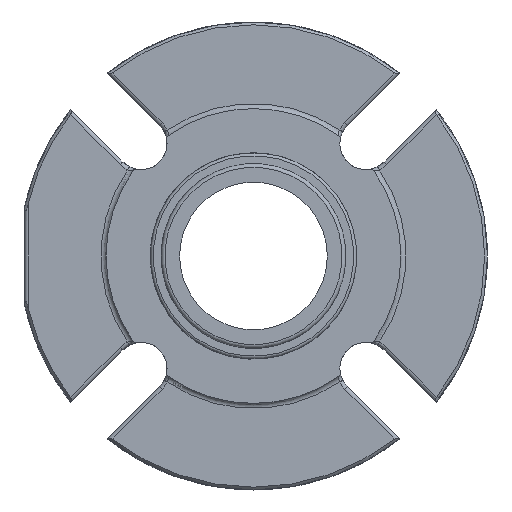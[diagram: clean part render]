
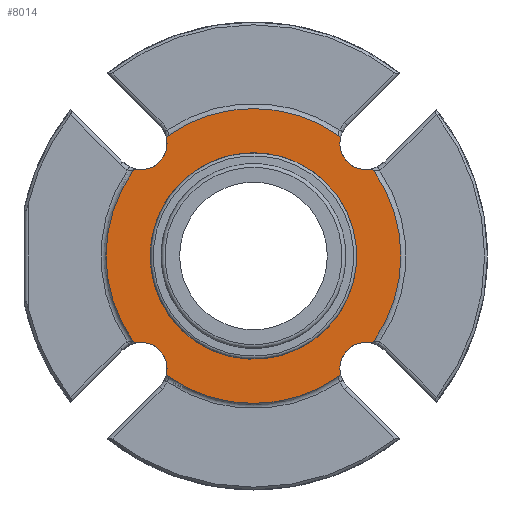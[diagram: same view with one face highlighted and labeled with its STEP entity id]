
A CAD part, left-side view. The second image highlights one B-rep face of the part: STEP entity #8014.
In plain terms, the highlighted planar face has unit normal (-1, 0, 0).
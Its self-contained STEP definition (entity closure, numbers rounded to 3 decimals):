
#325=B_SPLINE_CURVE_WITH_KNOTS('',3,(#16019,#16020,#16021,#16022),
 .UNSPECIFIED.,.F.,.F.,(4,4),(0.,0.001),.UNSPECIFIED.);
#328=B_SPLINE_CURVE_WITH_KNOTS('',3,(#16050,#16051,#16052,#16053),
 .UNSPECIFIED.,.F.,.F.,(4,4),(0.,0.001),.UNSPECIFIED.);
#331=B_SPLINE_CURVE_WITH_KNOTS('',3,(#16083,#16084,#16085,#16086),
 .UNSPECIFIED.,.F.,.F.,(4,4),(0.,0.001),.UNSPECIFIED.);
#334=B_SPLINE_CURVE_WITH_KNOTS('',3,(#16114,#16115,#16116,#16117),
 .UNSPECIFIED.,.F.,.F.,(4,4),(0.,0.001),.UNSPECIFIED.);
#337=B_SPLINE_CURVE_WITH_KNOTS('',3,(#16147,#16148,#16149,#16150),
 .UNSPECIFIED.,.F.,.F.,(4,4),(0.,0.001),.UNSPECIFIED.);
#340=B_SPLINE_CURVE_WITH_KNOTS('',3,(#16178,#16179,#16180,#16181),
 .UNSPECIFIED.,.F.,.F.,(4,4),(0.,0.001),
 .UNSPECIFIED.);
#343=B_SPLINE_CURVE_WITH_KNOTS('',3,(#16211,#16212,#16213,#16214),
 .UNSPECIFIED.,.F.,.F.,(4,4),(0.,0.001),.UNSPECIFIED.);
#346=B_SPLINE_CURVE_WITH_KNOTS('',3,(#16242,#16243,#16244,#16245),
 .UNSPECIFIED.,.F.,.F.,(4,4),(0.,0.001),
 .UNSPECIFIED.);
#1662=PLANE('',#8677);
#3330=ORIENTED_EDGE('',*,*,#4090,.F.);
#3331=ORIENTED_EDGE('',*,*,#4972,.T.);
#3332=ORIENTED_EDGE('',*,*,#4970,.F.);
#3333=ORIENTED_EDGE('',*,*,#4968,.T.);
#3334=ORIENTED_EDGE('',*,*,#4966,.F.);
#3335=ORIENTED_EDGE('',*,*,#4964,.T.);
#3336=ORIENTED_EDGE('',*,*,#4962,.F.);
#3337=ORIENTED_EDGE('',*,*,#4960,.T.);
#3338=ORIENTED_EDGE('',*,*,#4958,.F.);
#3339=ORIENTED_EDGE('',*,*,#4956,.T.);
#3340=ORIENTED_EDGE('',*,*,#4954,.F.);
#3341=ORIENTED_EDGE('',*,*,#4952,.T.);
#3342=ORIENTED_EDGE('',*,*,#4950,.F.);
#3343=ORIENTED_EDGE('',*,*,#4948,.T.);
#3344=ORIENTED_EDGE('',*,*,#4946,.F.);
#3345=ORIENTED_EDGE('',*,*,#4944,.T.);
#3346=ORIENTED_EDGE('',*,*,#4942,.F.);
#4090=EDGE_CURVE('',#5282,#5282,#6059,.T.);
#4942=EDGE_CURVE('',#5844,#5845,#325,.T.);
#4944=EDGE_CURVE('',#5846,#5845,#6257,.F.);
#4946=EDGE_CURVE('',#5846,#5847,#328,.T.);
#4948=EDGE_CURVE('',#5848,#5847,#6258,.F.);
#4950=EDGE_CURVE('',#5848,#5849,#331,.T.);
#4952=EDGE_CURVE('',#5850,#5849,#6259,.F.);
#4954=EDGE_CURVE('',#5850,#5851,#334,.T.);
#4956=EDGE_CURVE('',#5852,#5851,#6260,.F.);
#4958=EDGE_CURVE('',#5852,#5853,#337,.T.);
#4960=EDGE_CURVE('',#5854,#5853,#6261,.F.);
#4962=EDGE_CURVE('',#5854,#5855,#340,.T.);
#4964=EDGE_CURVE('',#5856,#5855,#6262,.F.);
#4966=EDGE_CURVE('',#5856,#5857,#343,.T.);
#4968=EDGE_CURVE('',#5858,#5857,#6263,.F.);
#4970=EDGE_CURVE('',#5858,#5859,#346,.T.);
#4972=EDGE_CURVE('',#5844,#5859,#6264,.F.);
#5282=VERTEX_POINT('',#10985);
#5844=VERTEX_POINT('',#16018);
#5845=VERTEX_POINT('',#16023);
#5846=VERTEX_POINT('',#16030);
#5847=VERTEX_POINT('',#16054);
#5848=VERTEX_POINT('',#16062);
#5849=VERTEX_POINT('',#16087);
#5850=VERTEX_POINT('',#16094);
#5851=VERTEX_POINT('',#16118);
#5852=VERTEX_POINT('',#16126);
#5853=VERTEX_POINT('',#16151);
#5854=VERTEX_POINT('',#16158);
#5855=VERTEX_POINT('',#16182);
#5856=VERTEX_POINT('',#16190);
#5857=VERTEX_POINT('',#16215);
#5858=VERTEX_POINT('',#16222);
#5859=VERTEX_POINT('',#16246);
#6059=CIRCLE('',#8201,27.94);
#6257=CIRCLE('',#8662,39.93);
#6258=CIRCLE('',#8664,7.);
#6259=CIRCLE('',#8666,39.93);
#6260=CIRCLE('',#8668,7.);
#6261=CIRCLE('',#8670,39.93);
#6262=CIRCLE('',#8672,7.);
#6263=CIRCLE('',#8674,39.93);
#6264=CIRCLE('',#8676,7.);
#6751=EDGE_LOOP('',(#3330));
#6752=EDGE_LOOP('',(#3331,#3332,#3333,#3334,#3335,#3336,#3337,#3338,#3339,
#3340,#3341,#3342,#3343,#3344,#3345,#3346));
#7324=FACE_BOUND('',#6751,.T.);
#7325=FACE_BOUND('',#6752,.T.);
#8014=ADVANCED_FACE('',(#7324,#7325),#1662,.T.);
#8201=AXIS2_PLACEMENT_3D('',#10984,#8992,#8993);
#8662=AXIS2_PLACEMENT_3D('',#16029,#10315,#10316);
#8664=AXIS2_PLACEMENT_3D('',#16061,#10319,#10320);
#8666=AXIS2_PLACEMENT_3D('',#16093,#10323,#10324);
#8668=AXIS2_PLACEMENT_3D('',#16125,#10327,#10328);
#8670=AXIS2_PLACEMENT_3D('',#16157,#10331,#10332);
#8672=AXIS2_PLACEMENT_3D('',#16189,#10335,#10336);
#8674=AXIS2_PLACEMENT_3D('',#16221,#10339,#10340);
#8676=AXIS2_PLACEMENT_3D('',#16253,#10343,#10344);
#8677=AXIS2_PLACEMENT_3D('',#16254,#10345,#10346);
#8992=DIRECTION('',(-1.,0.,0.));
#8993=DIRECTION('',(0.,0.,1.));
#10315=DIRECTION('',(1.,0.,0.));
#10316=DIRECTION('',(0.,0.,-1.));
#10319=DIRECTION('',(-1.,0.,0.));
#10320=DIRECTION('',(0.,0.,1.));
#10323=DIRECTION('',(1.,0.,0.));
#10324=DIRECTION('',(0.,0.,-1.));
#10327=DIRECTION('',(-1.,0.,0.));
#10328=DIRECTION('',(0.,0.,1.));
#10331=DIRECTION('',(1.,0.,0.));
#10332=DIRECTION('',(0.,0.,-1.));
#10335=DIRECTION('',(-1.,0.,0.));
#10336=DIRECTION('',(0.,0.,1.));
#10339=DIRECTION('',(1.,0.,0.));
#10340=DIRECTION('',(0.,0.,-1.));
#10343=DIRECTION('',(-1.,0.,0.));
#10344=DIRECTION('',(0.,0.,1.));
#10345=DIRECTION('',(-1.,0.,0.));
#10346=DIRECTION('',(0.,0.,1.));
#10984=CARTESIAN_POINT('',(-8.966,0.,0.));
#10985=CARTESIAN_POINT('',(-8.966,0.,27.94));
#16018=CARTESIAN_POINT('',(-8.966,-31.535,23.497));
#16019=CARTESIAN_POINT('',(-8.966,-31.535,23.497));
#16020=CARTESIAN_POINT('',(-8.966,-31.935,23.563));
#16021=CARTESIAN_POINT('',(-8.966,-32.361,23.396));
#16022=CARTESIAN_POINT('',(-8.966,-32.595,23.065));
#16023=CARTESIAN_POINT('',(-8.966,-32.595,23.065));
#16029=CARTESIAN_POINT('',(-8.966,0.,0.));
#16030=CARTESIAN_POINT('',(-8.966,-32.595,-23.065));
#16050=CARTESIAN_POINT('',(-8.966,-32.595,-23.065));
#16051=CARTESIAN_POINT('',(-8.966,-32.361,-23.396));
#16052=CARTESIAN_POINT('',(-8.966,-31.935,-23.563));
#16053=CARTESIAN_POINT('',(-8.966,-31.535,-23.497));
#16054=CARTESIAN_POINT('',(-8.966,-31.535,-23.497));
#16061=CARTESIAN_POINT('',(-8.966,-30.406,-30.406));
#16062=CARTESIAN_POINT('',(-8.966,-23.497,-31.535));
#16083=CARTESIAN_POINT('',(-8.966,-23.497,-31.535));
#16084=CARTESIAN_POINT('',(-8.966,-23.563,-31.935));
#16085=CARTESIAN_POINT('',(-8.966,-23.396,-32.361));
#16086=CARTESIAN_POINT('',(-8.966,-23.065,-32.595));
#16087=CARTESIAN_POINT('',(-8.966,-23.065,-32.595));
#16093=CARTESIAN_POINT('',(-8.966,0.,0.));
#16094=CARTESIAN_POINT('',(-8.966,23.065,-32.595));
#16114=CARTESIAN_POINT('',(-8.966,23.065,-32.595));
#16115=CARTESIAN_POINT('',(-8.966,23.396,-32.361));
#16116=CARTESIAN_POINT('',(-8.966,23.563,-31.935));
#16117=CARTESIAN_POINT('',(-8.966,23.497,-31.535));
#16118=CARTESIAN_POINT('',(-8.966,23.497,-31.535));
#16125=CARTESIAN_POINT('',(-8.966,30.406,-30.406));
#16126=CARTESIAN_POINT('',(-8.966,31.535,-23.497));
#16147=CARTESIAN_POINT('',(-8.966,31.535,-23.497));
#16148=CARTESIAN_POINT('',(-8.966,31.935,-23.563));
#16149=CARTESIAN_POINT('',(-8.966,32.361,-23.396));
#16150=CARTESIAN_POINT('',(-8.966,32.595,-23.065));
#16151=CARTESIAN_POINT('',(-8.966,32.595,-23.065));
#16157=CARTESIAN_POINT('',(-8.966,0.,0.));
#16158=CARTESIAN_POINT('',(-8.966,32.595,23.065));
#16178=CARTESIAN_POINT('',(-8.966,32.595,23.065));
#16179=CARTESIAN_POINT('',(-8.966,32.361,23.396));
#16180=CARTESIAN_POINT('',(-8.966,31.935,23.563));
#16181=CARTESIAN_POINT('',(-8.966,31.535,23.497));
#16182=CARTESIAN_POINT('',(-8.966,31.535,23.497));
#16189=CARTESIAN_POINT('',(-8.966,30.406,30.406));
#16190=CARTESIAN_POINT('',(-8.966,23.497,31.535));
#16211=CARTESIAN_POINT('',(-8.966,23.497,31.535));
#16212=CARTESIAN_POINT('',(-8.966,23.563,31.935));
#16213=CARTESIAN_POINT('',(-8.966,23.396,32.361));
#16214=CARTESIAN_POINT('',(-8.966,23.065,32.595));
#16215=CARTESIAN_POINT('',(-8.966,23.065,32.595));
#16221=CARTESIAN_POINT('',(-8.966,0.,0.));
#16222=CARTESIAN_POINT('',(-8.966,-23.065,32.595));
#16242=CARTESIAN_POINT('',(-8.966,-23.065,32.595));
#16243=CARTESIAN_POINT('',(-8.966,-23.396,32.361));
#16244=CARTESIAN_POINT('',(-8.966,-23.563,31.935));
#16245=CARTESIAN_POINT('',(-8.966,-23.497,31.535));
#16246=CARTESIAN_POINT('',(-8.966,-23.497,31.535));
#16253=CARTESIAN_POINT('',(-8.966,-30.406,30.406));
#16254=CARTESIAN_POINT('',(-8.966,0.,-13.098));
